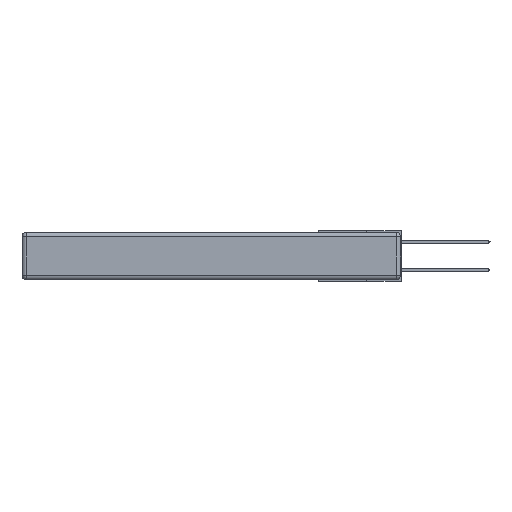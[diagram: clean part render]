
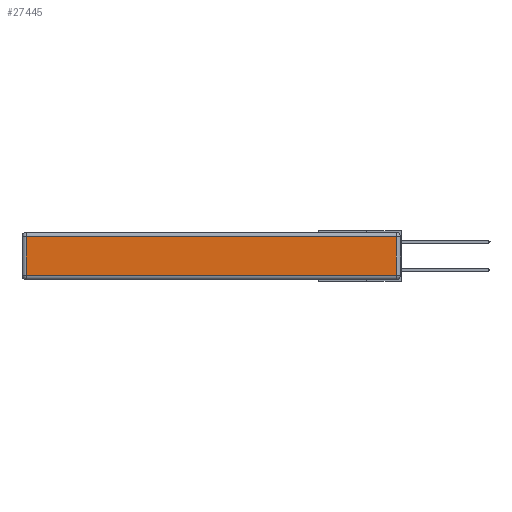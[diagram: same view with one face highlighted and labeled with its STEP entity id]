
A CAD part, left-side view. The second image highlights one B-rep face of the part: STEP entity #27445.
In plain terms, the highlighted planar face has unit normal (-1, 0, 0).
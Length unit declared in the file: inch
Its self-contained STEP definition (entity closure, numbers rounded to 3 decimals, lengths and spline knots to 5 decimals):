
#1523 = CARTESIAN_POINT ( 'NONE',  ( 0., 0.03, -0.03 ) ) ;
#1643 = EDGE_CURVE ( 'NONE', #26751, #5580, #15067, .T. ) ;
#2196 = LINE ( 'NONE', #13407, #15588 ) ;
#3578 = CARTESIAN_POINT ( 'NONE',  ( 0., 0.03, -0.313 ) ) ;
#4332 = DIRECTION ( 'NONE',  ( 0., 1., 0. ) ) ;
#4438 = ORIENTED_EDGE ( 'NONE', *, *, #7315, .T. ) ;
#5580 = VERTEX_POINT ( 'NONE', #8974 ) ;
#5674 = CARTESIAN_POINT ( 'NONE',  ( 0., 0., -0.343 ) ) ;
#7085 = LINE ( 'NONE', #33081, #23434 ) ;
#7315 = EDGE_CURVE ( 'NONE', #21785, #8808, #2196, .T. ) ;
#8154 = DIRECTION ( 'NONE',  ( 0., 0., 1. ) ) ;
#8808 = VERTEX_POINT ( 'NONE', #3578 ) ;
#8974 = CARTESIAN_POINT ( 'NONE',  ( 0., 2.72, -0.03 ) ) ;
#9078 = EDGE_CURVE ( 'NONE', #8808, #26751, #7085, .T. ) ;
#9726 = CARTESIAN_POINT ( 'NONE',  ( 0., 2.72, -0.313 ) ) ;
#12284 = DIRECTION ( 'NONE',  ( 0., 0., -1. ) ) ;
#13151 = EDGE_LOOP ( 'NONE', ( #4438, #24524, #13527, #31298 ) ) ;
#13407 = CARTESIAN_POINT ( 'NONE',  ( 0., 0., -0.313 ) ) ;
#13527 = ORIENTED_EDGE ( 'NONE', *, *, #1643, .T. ) ;
#13567 = DIRECTION ( 'NONE',  ( -1., 0., 0. ) ) ;
#15067 = LINE ( 'NONE', #31133, #27253 ) ;
#15588 = VECTOR ( 'NONE', #26990, 39.37008 ) ;
#18637 = EDGE_CURVE ( 'NONE', #5580, #21785, #28584, .T. ) ;
#21785 = VERTEX_POINT ( 'NONE', #9726 ) ;
#22241 = VECTOR ( 'NONE', #12284, 39.37008 ) ;
#23060 = DIRECTION ( 'NONE',  ( 0., 0., 1. ) ) ;
#23434 = VECTOR ( 'NONE', #23060, 39.37008 ) ;
#24202 = PLANE ( 'NONE',  #33085 ) ;
#24524 = ORIENTED_EDGE ( 'NONE', *, *, #9078, .T. ) ;
#26751 = VERTEX_POINT ( 'NONE', #1523 ) ;
#26990 = DIRECTION ( 'NONE',  ( 0., -1., 0. ) ) ;
#27253 = VECTOR ( 'NONE', #4332, 39.37008 ) ;
#27445 = ADVANCED_FACE ( 'NONE', ( #32105 ), #24202, .T. ) ;
#28462 = CARTESIAN_POINT ( 'NONE',  ( 0., 2.72, -0.343 ) ) ;
#28584 = LINE ( 'NONE', #28462, #22241 ) ;
#31133 = CARTESIAN_POINT ( 'NONE',  ( 0., 2.75, -0.03 ) ) ;
#31298 = ORIENTED_EDGE ( 'NONE', *, *, #18637, .T. ) ;
#32105 = FACE_OUTER_BOUND ( 'NONE', #13151, .T. ) ;
#33081 = CARTESIAN_POINT ( 'NONE',  ( 0., 0.03, -0.343 ) ) ;
#33085 = AXIS2_PLACEMENT_3D ( 'NONE', #5674, #13567, #8154 ) ;
